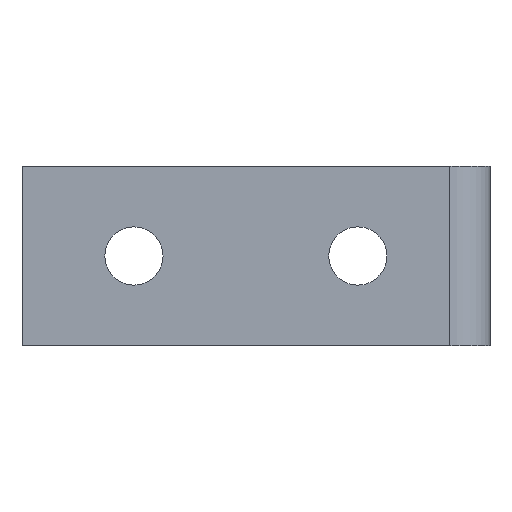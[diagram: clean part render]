
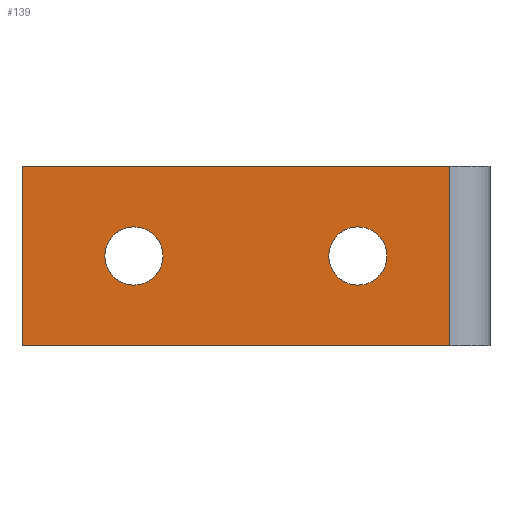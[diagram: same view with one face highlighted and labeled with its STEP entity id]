
A CAD part, left-side view. The second image highlights one B-rep face of the part: STEP entity #139.
In plain terms, the highlighted planar face has unit normal (-1, 0, 0).
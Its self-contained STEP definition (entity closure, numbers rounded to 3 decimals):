
#4 = LINE ( 'NONE', #142, #274 ) ;
#8 = PLANE ( 'NONE',  #182 ) ;
#10 = DIRECTION ( 'NONE',  ( 0., 0., -1. ) ) ;
#28 = ORIENTED_EDGE ( 'NONE', *, *, #694, .T. ) ;
#42 = CARTESIAN_POINT ( 'NONE',  ( -3.502, 24.5, 0. ) ) ;
#49 = CIRCLE ( 'NONE', #261, 6.5 ) ;
#65 = CARTESIAN_POINT ( 'NONE',  ( -3.502, 68., 0. ) ) ;
#67 = CARTESIAN_POINT ( 'NONE',  ( -3.502, 4., 0. ) ) ;
#70 = AXIS2_PLACEMENT_3D ( 'NONE', #280, #651, #331 ) ;
#71 = ORIENTED_EDGE ( 'NONE', *, *, #467, .F. ) ;
#74 = VECTOR ( 'NONE', #235, 1000. ) ;
#76 = EDGE_CURVE ( 'NONE', #108, #122, #518, .T. ) ;
#91 = DIRECTION ( 'NONE',  ( 0., -1., 0. ) ) ;
#96 = DIRECTION ( 'NONE',  ( 0., -1., 0. ) ) ;
#108 = VERTEX_POINT ( 'NONE', #587 ) ;
#115 = AXIS2_PLACEMENT_3D ( 'NONE', #300, #667, #350 ) ;
#122 = VERTEX_POINT ( 'NONE', #65 ) ;
#124 = CARTESIAN_POINT ( 'NONE',  ( -3.502, 4., -20. ) ) ;
#126 = EDGE_LOOP ( 'NONE', ( #71, #524, #152, #404 ) ) ;
#129 = CARTESIAN_POINT ( 'NONE',  ( -3.502, 99.502, -20. ) ) ;
#139 = ADVANCED_FACE ( 'NONE', ( #145, #162, #561 ), #8, .T. ) ;
#142 = CARTESIAN_POINT ( 'NONE',  ( -3.502, 99.502, 20. ) ) ;
#145 = FACE_BOUND ( 'NONE', #568, .T. ) ;
#151 = ORIENTED_EDGE ( 'NONE', *, *, #161, .T. ) ;
#152 = ORIENTED_EDGE ( 'NONE', *, *, #373, .F. ) ;
#154 = EDGE_CURVE ( 'NONE', #201, #218, #688, .T. ) ;
#161 = EDGE_CURVE ( 'NONE', #329, #631, #267, .T. ) ;
#162 = FACE_BOUND ( 'NONE', #166, .T. ) ;
#166 = EDGE_LOOP ( 'NONE', ( #655, #547 ) ) ;
#177 = CARTESIAN_POINT ( 'NONE',  ( -3.502, -1.498, 0. ) ) ;
#182 = AXIS2_PLACEMENT_3D ( 'NONE', #177, #328, #10 ) ;
#201 = VERTEX_POINT ( 'NONE', #124 ) ;
#217 = LINE ( 'NONE', #487, #74 ) ;
#218 = VERTEX_POINT ( 'NONE', #333 ) ;
#220 = CARTESIAN_POINT ( 'NONE',  ( -3.502, 74.5, 0. ) ) ;
#221 = CIRCLE ( 'NONE', #115, 6.5 ) ;
#223 = VECTOR ( 'NONE', #620, 1000. ) ;
#224 = VERTEX_POINT ( 'NONE', #380 ) ;
#235 = DIRECTION ( 'NONE',  ( 0., 0., 1. ) ) ;
#250 = VERTEX_POINT ( 'NONE', #129 ) ;
#258 = EDGE_CURVE ( 'NONE', #250, #224, #217, .T. ) ;
#261 = AXIS2_PLACEMENT_3D ( 'NONE', #42, #403, #96 ) ;
#267 = CIRCLE ( 'NONE', #70, 6.5 ) ;
#273 = DIRECTION ( 'NONE',  ( 0., -1., 0. ) ) ;
#274 = VECTOR ( 'NONE', #91, 1000. ) ;
#280 = CARTESIAN_POINT ( 'NONE',  ( -3.502, 24.5, 0. ) ) ;
#281 = VECTOR ( 'NONE', #375, 1000. ) ;
#300 = CARTESIAN_POINT ( 'NONE',  ( -3.502, 74.5, 0. ) ) ;
#328 = DIRECTION ( 'NONE',  ( -1., 0., 0. ) ) ;
#329 = VERTEX_POINT ( 'NONE', #609 ) ;
#331 = DIRECTION ( 'NONE',  ( 0., -1., 0. ) ) ;
#333 = CARTESIAN_POINT ( 'NONE',  ( -3.502, 4., 20. ) ) ;
#350 = DIRECTION ( 'NONE',  ( 0., -1., 0. ) ) ;
#362 = LINE ( 'NONE', #387, #223 ) ;
#373 = EDGE_CURVE ( 'NONE', #224, #218, #4, .T. ) ;
#375 = DIRECTION ( 'NONE',  ( 0., 0., 1. ) ) ;
#380 = CARTESIAN_POINT ( 'NONE',  ( -3.502, 99.502, 20. ) ) ;
#387 = CARTESIAN_POINT ( 'NONE',  ( -3.502, 99.502, -20. ) ) ;
#403 = DIRECTION ( 'NONE',  ( 1., 0., 0. ) ) ;
#404 = ORIENTED_EDGE ( 'NONE', *, *, #258, .F. ) ;
#464 = AXIS2_PLACEMENT_3D ( 'NONE', #220, #584, #273 ) ;
#467 = EDGE_CURVE ( 'NONE', #201, #250, #362, .T. ) ;
#487 = CARTESIAN_POINT ( 'NONE',  ( -3.502, 99.502, 20. ) ) ;
#502 = CARTESIAN_POINT ( 'NONE',  ( -3.502, 31., 0. ) ) ;
#518 = CIRCLE ( 'NONE', #464, 6.5 ) ;
#524 = ORIENTED_EDGE ( 'NONE', *, *, #154, .T. ) ;
#547 = ORIENTED_EDGE ( 'NONE', *, *, #624, .T. ) ;
#561 = FACE_OUTER_BOUND ( 'NONE', #126, .T. ) ;
#568 = EDGE_LOOP ( 'NONE', ( #28, #151 ) ) ;
#584 = DIRECTION ( 'NONE',  ( 1., 0., 0. ) ) ;
#587 = CARTESIAN_POINT ( 'NONE',  ( -3.502, 81., 0. ) ) ;
#609 = CARTESIAN_POINT ( 'NONE',  ( -3.502, 18., 0. ) ) ;
#620 = DIRECTION ( 'NONE',  ( 0., 1., 0. ) ) ;
#624 = EDGE_CURVE ( 'NONE', #122, #108, #221, .T. ) ;
#631 = VERTEX_POINT ( 'NONE', #502 ) ;
#651 = DIRECTION ( 'NONE',  ( 1., 0., 0. ) ) ;
#655 = ORIENTED_EDGE ( 'NONE', *, *, #76, .T. ) ;
#667 = DIRECTION ( 'NONE',  ( 1., 0., 0. ) ) ;
#688 = LINE ( 'NONE', #67, #281 ) ;
#694 = EDGE_CURVE ( 'NONE', #631, #329, #49, .T. ) ;
